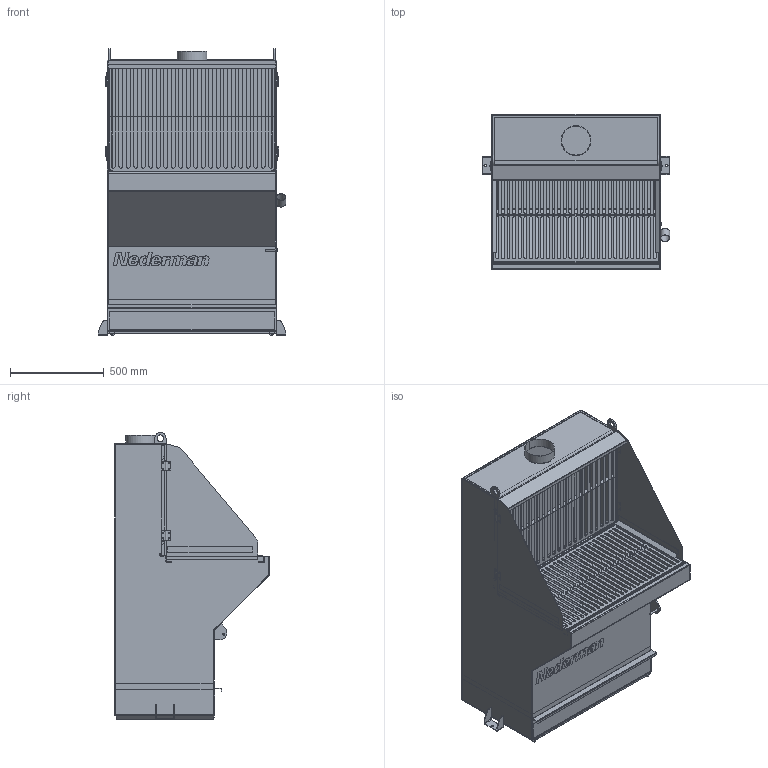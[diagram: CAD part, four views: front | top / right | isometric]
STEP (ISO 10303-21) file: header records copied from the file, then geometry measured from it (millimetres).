
FILE_DESCRIPTION(/* description */ (''),/* implementation_level */ '2;1');
FILE_NAME(/* name */ '10500133_Simplify.stp',/* time_stamp */ '2024-08-29T13:22:41+02:00',/* author */ ('MATLA'),/* organization */ (''),/* preprocessor_version */ 'ST-DEVELOPER v20',/* originating_system */ 'Autodesk Inventor 2024',/* authorisation */ '');
FILE_SCHEMA (('AUTOMOTIVE_DESIGN { 1 0 10303 214 3 1 1 }'));
Products named in the file (1): 10500133_Simplify
Bounding box: 1000 x 827 x 1530.83 mm (x, y, z)
Volume: 18534166.3 mm3; surface area: 14072940.9 mm2
Topology: 51 solids, 51 shells, 2220 faces, 6002 edges, 3890 vertices
Faces by surface type: plane 1800, cylinder 388, cone 16, bspline 8, torus 8
Full cylindrical faces by diameter (mm): 6 x24, 6.647 x2, 8 x4, 9 x4, 9.188 x1, 10 x5, 11 x1, 12 x2, 15.4 x1, 35 x2, 47 x1, 50 x1, 160 x1
Entity records: 71629 total; most frequent: CARTESIAN_POINT 12549, ORIENTED_EDGE 12012, DIRECTION 11182, EDGE_CURVE 6006, LINE 5136, VECTOR 5136, VERTEX_POINT 3898, AXIS2_PLACEMENT_3D 3023
